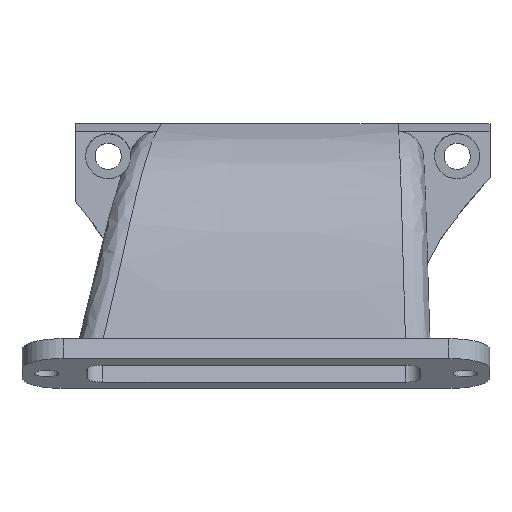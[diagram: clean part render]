
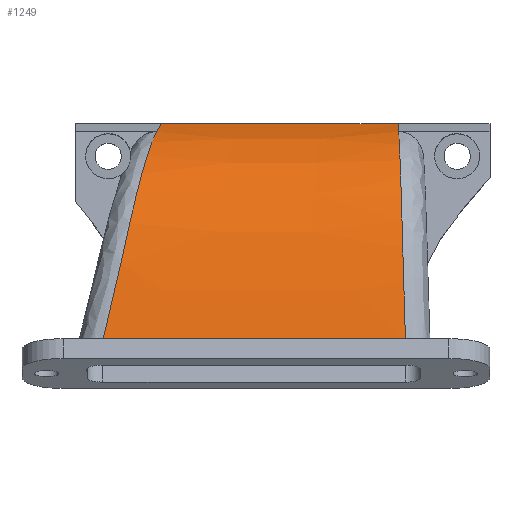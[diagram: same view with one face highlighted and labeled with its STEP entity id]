
A CAD part, top view. The second image highlights one B-rep face of the part: STEP entity #1249.
In plain terms, the highlighted free-form (B-spline) face has degree [3, 3] with [4, 10] control points.
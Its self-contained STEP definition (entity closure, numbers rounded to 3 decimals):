
#158=FACE_OUTER_BOUND('',#238,.T.);
#238=EDGE_LOOP('',(#1134,#1135,#1136,#1137,#1138,#1139));
#254=LINE('',#2233,#315);
#315=VECTOR('',#1364,10.);
#380=B_SPLINE_CURVE_WITH_KNOTS('',3,(#1840,#1841,#1842,#1843,#1844,#1845,
#1846,#1847,#1848),.UNSPECIFIED.,.F.,.F.,(4,1,1,1,1,1,4),(-3.206,
-2.41,-1.968,-1.527,-1.085,
-0.644,-0.202),.UNSPECIFIED.);
#416=B_SPLINE_CURVE_WITH_KNOTS('',3,(#2838,#2839,#2840,#2841,#2842,#2843,
#2844),.UNSPECIFIED.,.F.,.F.,(4,3,4),(-0.202,0.,
0.128),.UNSPECIFIED.);
#420=B_SPLINE_CURVE_WITH_KNOTS('',3,(#2972,#2973,#2974,#2975,#2976,#2977,
#2978,#2979,#2980,#2981,#2982,#2983,#2984),.UNSPECIFIED.,.F.,.F.,(4,3,3,
3,4),(-0.075,0.,0.096,0.19,0.25),
 .UNSPECIFIED.);
#446=B_SPLINE_CURVE_WITH_KNOTS('',3,(#3523,#3524,#3525,#3526,#3527,#3528),
 .UNSPECIFIED.,.F.,.F.,(4,2,4),(-3.994,-2.154,-0.301),
 .UNSPECIFIED.);
#461=B_SPLINE_CURVE_WITH_KNOTS('',3,(#4257,#4258,#4259,#4260,#4261,#4262,
#4263,#4264,#4265,#4266),.UNSPECIFIED.,.F.,.F.,(4,1,1,1,1,1,1,4),(0.25,
0.671,1.093,1.514,1.935,2.357,
2.778,3.181),.UNSPECIFIED.);
#464=VERTEX_POINT('',#1537);
#486=VERTEX_POINT('',#1827);
#494=VERTEX_POINT('',#2230);
#495=VERTEX_POINT('',#2232);
#527=VERTEX_POINT('',#2508);
#571=VERTEX_POINT('',#3473);
#617=EDGE_CURVE('',#486,#464,#380,.T.);
#632=EDGE_CURVE('',#495,#494,#254,.T.);
#686=EDGE_CURVE('',#464,#494,#416,.T.);
#690=EDGE_CURVE('',#495,#527,#420,.T.);
#741=EDGE_CURVE('',#486,#571,#446,.T.);
#771=EDGE_CURVE('',#527,#571,#461,.T.);
#1134=ORIENTED_EDGE('',*,*,#741,.T.);
#1135=ORIENTED_EDGE('',*,*,#771,.F.);
#1136=ORIENTED_EDGE('',*,*,#690,.F.);
#1137=ORIENTED_EDGE('',*,*,#632,.T.);
#1138=ORIENTED_EDGE('',*,*,#686,.F.);
#1139=ORIENTED_EDGE('',*,*,#617,.F.);
#1181=B_SPLINE_SURFACE_WITH_KNOTS('',3,3,((#4217,#4218,#4219,#4220,#4221,
#4222,#4223,#4224,#4225,#4226),(#4227,#4228,#4229,#4230,#4231,#4232,#4233,
#4234,#4235,#4236),(#4237,#4238,#4239,#4240,#4241,#4242,#4243,#4244,#4245,
#4246),(#4247,#4248,#4249,#4250,#4251,#4252,#4253,#4254,#4255,#4256)),
 .UNSPECIFIED.,.F.,.F.,.F.,(4,4),(4,1,1,1,1,1,1,4),(0.07,
0.927),(0.,0.131,0.262,0.394,
0.525,0.656,0.787,0.918),
 .UNSPECIFIED.);
#1249=ADVANCED_FACE('',(#158),#1181,.T.);
#1364=DIRECTION('',(-1.,0.,0.));
#1537=CARTESIAN_POINT('',(59.521,9.525,-41.932));
#1827=CARTESIAN_POINT('',(52.913,19.022,-12.754));
#1840=CARTESIAN_POINT('Ctrl Pts',(52.913,19.023,-12.754));
#1841=CARTESIAN_POINT('Ctrl Pts',(53.558,19.109,-15.365));
#1842=CARTESIAN_POINT('Ctrl Pts',(54.473,19.178,-19.443));
#1843=CARTESIAN_POINT('Ctrl Pts',(55.67,18.892,-25.186));
#1844=CARTESIAN_POINT('Ctrl Pts',(56.642,18.159,-29.876));
#1845=CARTESIAN_POINT('Ctrl Pts',(57.663,16.434,-34.642));
#1846=CARTESIAN_POINT('Ctrl Pts',(58.648,13.418,-38.859));
#1847=CARTESIAN_POINT('Ctrl Pts',(59.24,10.863,-40.999));
#1848=CARTESIAN_POINT('Ctrl Pts',(59.521,9.525,-41.931));
#2230=CARTESIAN_POINT('',(60.126,6.428,-43.805));
#2232=CARTESIAN_POINT('',(88.934,6.428,-43.805));
#2233=CARTESIAN_POINT('',(56.95,6.428,-43.805));
#2508=CARTESIAN_POINT('',(89.011,9.525,-41.931));
#2838=CARTESIAN_POINT('Ctrl Pts',(59.521,9.525,-41.931));
#2839=CARTESIAN_POINT('Ctrl Pts',(59.649,8.912,-42.358));
#2840=CARTESIAN_POINT('Ctrl Pts',(59.775,8.286,-42.756));
#2841=CARTESIAN_POINT('Ctrl Pts',(59.897,7.65,-43.127));
#2842=CARTESIAN_POINT('Ctrl Pts',(59.975,7.246,-43.363));
#2843=CARTESIAN_POINT('Ctrl Pts',(60.051,6.838,-43.589));
#2844=CARTESIAN_POINT('Ctrl Pts',(60.126,6.428,-43.805));
#2972=CARTESIAN_POINT('Ctrl Pts',(88.934,6.428,-43.805));
#2973=CARTESIAN_POINT('Ctrl Pts',(88.94,6.673,-43.676));
#2974=CARTESIAN_POINT('Ctrl Pts',(88.946,6.917,-43.544));
#2975=CARTESIAN_POINT('Ctrl Pts',(88.951,7.159,-43.408));
#2976=CARTESIAN_POINT('Ctrl Pts',(88.959,7.468,-43.235));
#2977=CARTESIAN_POINT('Ctrl Pts',(88.966,7.775,-43.056));
#2978=CARTESIAN_POINT('Ctrl Pts',(88.974,8.08,-42.871));
#2979=CARTESIAN_POINT('Ctrl Pts',(88.981,8.379,-42.69));
#2980=CARTESIAN_POINT('Ctrl Pts',(88.989,8.676,-42.502));
#2981=CARTESIAN_POINT('Ctrl Pts',(88.996,8.97,-42.308));
#2982=CARTESIAN_POINT('Ctrl Pts',(89.001,9.156,-42.185));
#2983=CARTESIAN_POINT('Ctrl Pts',(89.006,9.341,-42.06));
#2984=CARTESIAN_POINT('Ctrl Pts',(89.011,9.525,-41.932));
#3473=CARTESIAN_POINT('',(89.841,19.022,-12.754));
#3523=CARTESIAN_POINT('Ctrl Pts',(52.913,19.022,-12.754));
#3524=CARTESIAN_POINT('Ctrl Pts',(59.045,19.022,-12.754));
#3525=CARTESIAN_POINT('Ctrl Pts',(65.176,19.022,-12.754));
#3526=CARTESIAN_POINT('Ctrl Pts',(77.486,19.022,-12.754));
#3527=CARTESIAN_POINT('Ctrl Pts',(83.664,19.022,-12.754));
#3528=CARTESIAN_POINT('Ctrl Pts',(89.841,19.022,-12.754));
#4217=CARTESIAN_POINT('Ctrl Pts',(89.507,6.428,-43.805));
#4218=CARTESIAN_POINT('Ctrl Pts',(89.523,8.253,-42.845));
#4219=CARTESIAN_POINT('Ctrl Pts',(89.555,11.532,-40.678));
#4220=CARTESIAN_POINT('Ctrl Pts',(89.602,15.239,-36.647));
#4221=CARTESIAN_POINT('Ctrl Pts',(89.65,17.59,-31.937));
#4222=CARTESIAN_POINT('Ctrl Pts',(89.698,18.723,-26.875));
#4223=CARTESIAN_POINT('Ctrl Pts',(89.746,19.099,-21.813));
#4224=CARTESIAN_POINT('Ctrl Pts',(89.794,19.13,-17.041));
#4225=CARTESIAN_POINT('Ctrl Pts',(89.825,19.066,-14.136));
#4226=CARTESIAN_POINT('Ctrl Pts',(89.841,19.022,-12.754));
#4227=CARTESIAN_POINT('Ctrl Pts',(79.506,6.428,-43.805));
#4228=CARTESIAN_POINT('Ctrl Pts',(79.412,8.253,-42.845));
#4229=CARTESIAN_POINT('Ctrl Pts',(79.224,11.532,-40.678));
#4230=CARTESIAN_POINT('Ctrl Pts',(78.942,15.239,-36.647));
#4231=CARTESIAN_POINT('Ctrl Pts',(78.66,17.59,-31.937));
#4232=CARTESIAN_POINT('Ctrl Pts',(78.378,18.723,-26.875));
#4233=CARTESIAN_POINT('Ctrl Pts',(78.096,19.099,-21.813));
#4234=CARTESIAN_POINT('Ctrl Pts',(77.814,19.13,-17.041));
#4235=CARTESIAN_POINT('Ctrl Pts',(77.626,19.066,-14.136));
#4236=CARTESIAN_POINT('Ctrl Pts',(77.532,19.022,-12.754));
#4237=CARTESIAN_POINT('Ctrl Pts',(69.506,6.428,-43.805));
#4238=CARTESIAN_POINT('Ctrl Pts',(69.302,8.253,-42.845));
#4239=CARTESIAN_POINT('Ctrl Pts',(68.894,11.532,-40.678));
#4240=CARTESIAN_POINT('Ctrl Pts',(68.282,15.239,-36.647));
#4241=CARTESIAN_POINT('Ctrl Pts',(67.67,17.59,-31.937));
#4242=CARTESIAN_POINT('Ctrl Pts',(67.058,18.723,-26.875));
#4243=CARTESIAN_POINT('Ctrl Pts',(66.446,19.099,-21.813));
#4244=CARTESIAN_POINT('Ctrl Pts',(65.834,19.13,-17.041));
#4245=CARTESIAN_POINT('Ctrl Pts',(65.426,19.066,-14.136));
#4246=CARTESIAN_POINT('Ctrl Pts',(65.222,19.022,-12.754));
#4247=CARTESIAN_POINT('Ctrl Pts',(59.505,6.428,-43.805));
#4248=CARTESIAN_POINT('Ctrl Pts',(59.191,8.253,-42.845));
#4249=CARTESIAN_POINT('Ctrl Pts',(58.563,11.532,-40.678));
#4250=CARTESIAN_POINT('Ctrl Pts',(57.622,15.239,-36.647));
#4251=CARTESIAN_POINT('Ctrl Pts',(56.68,17.59,-31.937));
#4252=CARTESIAN_POINT('Ctrl Pts',(55.738,18.723,-26.875));
#4253=CARTESIAN_POINT('Ctrl Pts',(54.796,19.099,-21.813));
#4254=CARTESIAN_POINT('Ctrl Pts',(53.854,19.13,-17.041));
#4255=CARTESIAN_POINT('Ctrl Pts',(53.226,19.066,-14.136));
#4256=CARTESIAN_POINT('Ctrl Pts',(52.913,19.022,-12.754));
#4257=CARTESIAN_POINT('Ctrl Pts',(89.011,9.525,-41.931));
#4258=CARTESIAN_POINT('Ctrl Pts',(89.046,10.826,-41.024));
#4259=CARTESIAN_POINT('Ctrl Pts',(89.119,13.317,-38.948));
#4260=CARTESIAN_POINT('Ctrl Pts',(89.24,16.309,-34.859));
#4261=CARTESIAN_POINT('Ctrl Pts',(89.365,18.075,-30.197));
#4262=CARTESIAN_POINT('Ctrl Pts',(89.483,18.847,-25.598));
#4263=CARTESIAN_POINT('Ctrl Pts',(89.599,19.108,-21.155));
#4264=CARTESIAN_POINT('Ctrl Pts',(89.715,19.125,-16.902));
#4265=CARTESIAN_POINT('Ctrl Pts',(89.799,19.065,-14.115));
#4266=CARTESIAN_POINT('Ctrl Pts',(89.841,19.022,-12.754));
